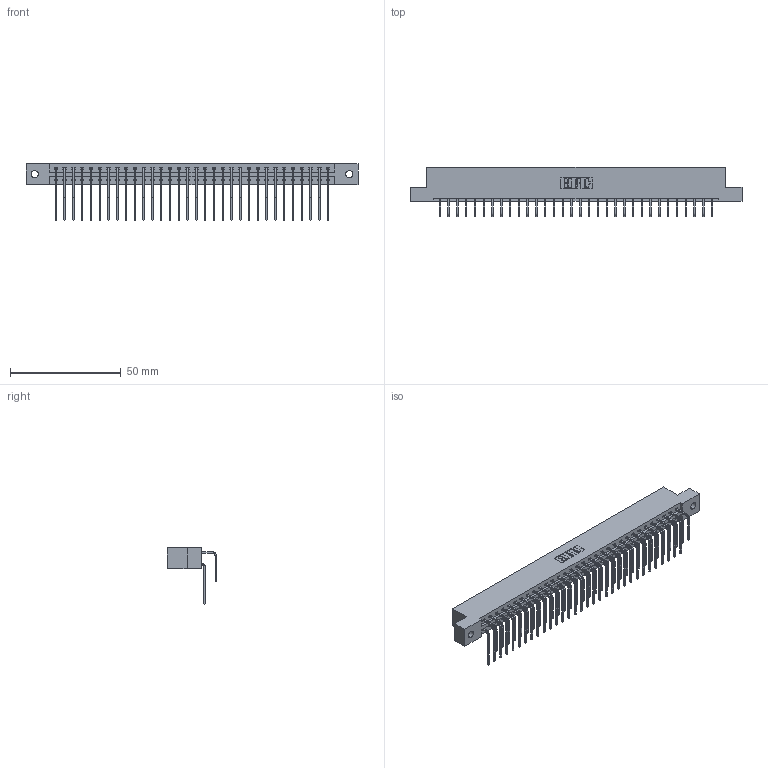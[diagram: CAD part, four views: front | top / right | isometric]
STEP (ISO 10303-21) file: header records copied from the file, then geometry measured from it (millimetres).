
FILE_DESCRIPTION (( 'STEP AP203' ), '1' );
FILE_NAME ('337-064-558-202.STEP', '2019-10-09T22:34:49', ( '' ), ( '' ), 'SwSTEP 2.0', 'SolidWorks 2016', '' );
FILE_SCHEMA (( 'CONFIG_CONTROL_DESIGN' ));
Length unit declared in the file: inch
Products named in the file (4): 345-292-001_558 Tail - 2; 337-064-558-202; 337 Part_Flush Mounting Lugs - 0.128 Dia; 345-292-001_558 559 Tail - 1
Assembly tree (65 placements, depth 2):
  337-064-558-202
    337 Part_Flush Mounting Lugs - 0.128 Dia
    345-292-001_558 559 Tail - 1  x32
    345-292-001_558 Tail - 2  x32
Bounding box: 149.81 x 22.17 x 25.53 mm (x, y, z)
Volume: 15987.5 mm3; surface area: 19557.9 mm2
Topology: 65 solids, 65 shells, 3698 faces, 10999 edges, 7246 vertices
Faces by surface type: plane 2630, cylinder 1068
Entity records: 27891 total; most frequent: CARTESIAN_POINT 4753, ORIENTED_EDGE 4638, DIRECTION 4043, EDGE_CURVE 2319, VECTOR 2151, LINE 2151, VERTEX_POINT 1542, AXIS2_PLACEMENT_3D 946
